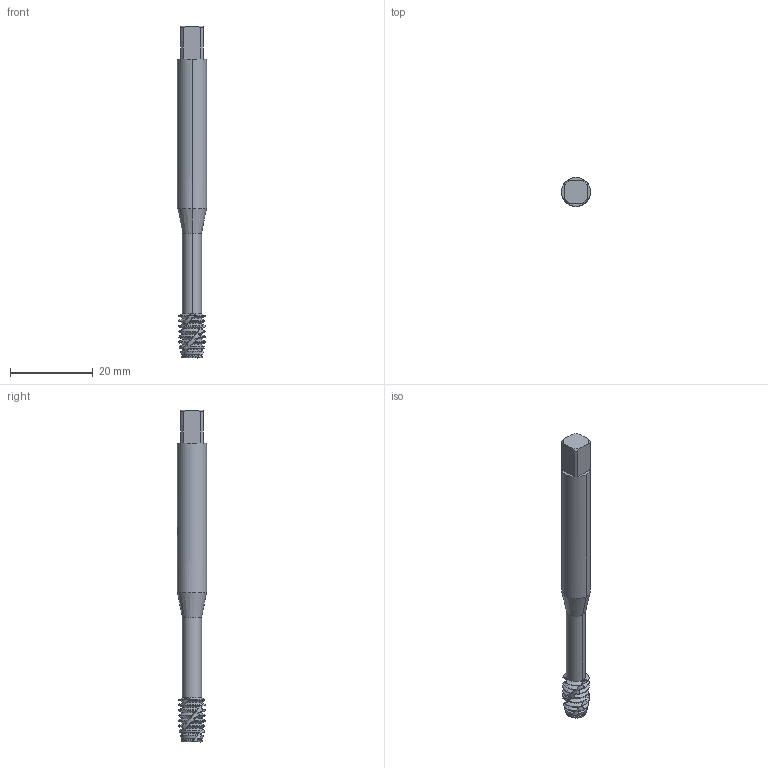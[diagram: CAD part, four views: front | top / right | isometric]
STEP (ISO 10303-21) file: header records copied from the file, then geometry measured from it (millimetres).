
FILE_DESCRIPTION(('no description'),'unknown implementation level');
FILE_NAME('solid2rcEI_XU_joAXk8jqPDgAdtr0Us_1.STP',' ',('CIM GmbH Aachen'),('CADClick - KiM GmbH - www.kimweb.de'),'unknown preprocess','ACIS','unknown authorization');
FILE_SCHEMA(('automotive_design'));
Length unit declared in the file: millimetre
Products named in the file (2): 1; 2
Bounding box: 7 x 7 x 80 mm (x, y, z)
Volume: 2337.4 mm3; surface area: 2005.2 mm2
Topology: 2 solids, 2 shells, 253 faces, 714 edges, 465 vertices
Faces by surface type: cone 102, cylinder 80, bspline 45, plane 17, revolution 9
Entity records: 26332 total; most frequent: CARTESIAN_POINT 12500, STYLED_ITEM 1434, PRESENTATION_STYLE_ASSIGNMENT 1434, COLOUR_RGB 1434, ORIENTED_EDGE 1428, DIRECTION 979, EDGE_CURVE 714, CURVE_STYLE 714
